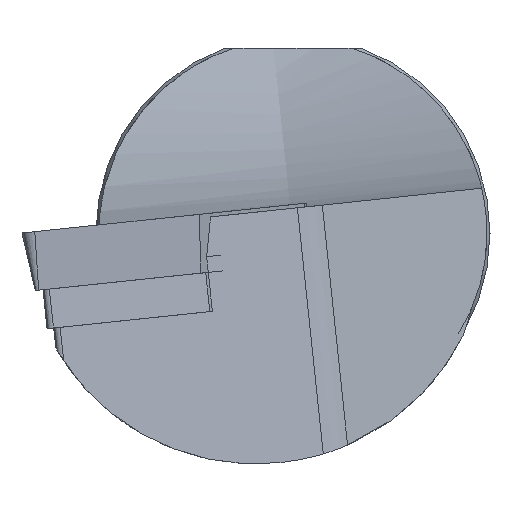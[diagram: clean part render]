
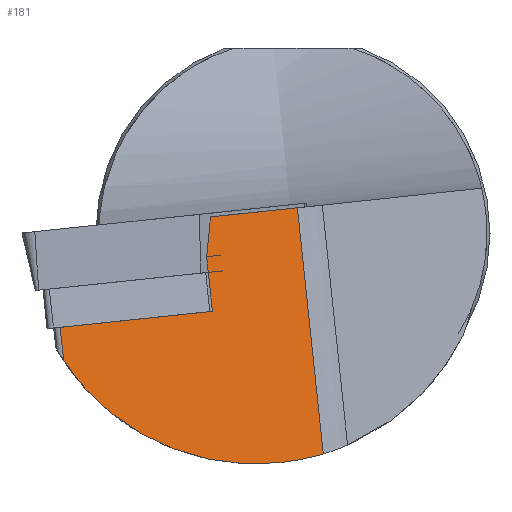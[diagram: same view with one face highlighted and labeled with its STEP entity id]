
A CAD part, left-side view. The second image highlights one B-rep face of the part: STEP entity #181.
In plain terms, the highlighted planar face has unit normal (-0.954, -0.298, 0.031).
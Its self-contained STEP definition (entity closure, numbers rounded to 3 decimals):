
#130=ELLIPSE('',#887,19.65,18.75);
#136=B_SPLINE_CURVE_WITH_KNOTS('',3,(#1139,#1140,#1141,#1142),
 .UNSPECIFIED.,.F.,.F.,(4,4),(0.,1.),.UNSPECIFIED.);
#154=B_SPLINE_CURVE_WITH_KNOTS('',3,(#1562,#1563,#1564,#1565,#1566,#1567,
#1568),.UNSPECIFIED.,.F.,.F.,(4,3,4),(0.,0.945,1.),
 .UNSPECIFIED.);
#181=ADVANCED_FACE('',(#248),#215,.F.);
#215=PLANE('',#888);
#248=FACE_OUTER_BOUND('',#292,.T.);
#292=EDGE_LOOP('',(#419,#420,#421,#422,#423,#424,#425,#426,#427));
#419=ORIENTED_EDGE('',*,*,#690,.T.);
#420=ORIENTED_EDGE('',*,*,#691,.F.);
#421=ORIENTED_EDGE('',*,*,#692,.T.);
#422=ORIENTED_EDGE('',*,*,#693,.T.);
#423=ORIENTED_EDGE('',*,*,#681,.T.);
#424=ORIENTED_EDGE('',*,*,#645,.T.);
#425=ORIENTED_EDGE('',*,*,#694,.T.);
#426=ORIENTED_EDGE('',*,*,#641,.T.);
#427=ORIENTED_EDGE('',*,*,#695,.T.);
#566=VERTEX_POINT('',#1130);
#568=VERTEX_POINT('',#1133);
#570=VERTEX_POINT('',#1143);
#571=VERTEX_POINT('',#1144);
#597=VERTEX_POINT('',#1569);
#604=VERTEX_POINT('',#1889);
#605=VERTEX_POINT('',#1890);
#606=VERTEX_POINT('',#1892);
#607=VERTEX_POINT('',#1894);
#641=EDGE_CURVE('',#568,#566,#752,.T.);
#645=EDGE_CURVE('',#570,#571,#136,.T.);
#681=EDGE_CURVE('',#597,#570,#154,.T.);
#690=EDGE_CURVE('',#604,#605,#763,.T.);
#691=EDGE_CURVE('',#606,#605,#764,.T.);
#692=EDGE_CURVE('',#606,#607,#130,.T.);
#693=EDGE_CURVE('',#607,#597,#765,.T.);
#694=EDGE_CURVE('',#571,#568,#766,.T.);
#695=EDGE_CURVE('',#566,#604,#767,.T.);
#752=LINE('',#1132,#808);
#763=LINE('',#1888,#819);
#764=LINE('',#1891,#820);
#765=LINE('',#1895,#821);
#766=LINE('',#1896,#822);
#767=LINE('',#1897,#823);
#808=VECTOR('',#938,1.);
#819=VECTOR('',#995,1.);
#820=VECTOR('',#996,1.);
#821=VECTOR('',#999,1.);
#822=VECTOR('',#1000,1.);
#823=VECTOR('',#1001,1.);
#887=AXIS2_PLACEMENT_3D('',#1893,#997,#998);
#888=AXIS2_PLACEMENT_3D('',#1898,#1002,#1003);
#938=DIRECTION('',(0.,-0.105,-0.995));
#995=DIRECTION('',(-0.299,0.949,-0.1));
#996=DIRECTION('',(0.,0.105,0.995));
#997=DIRECTION('',(-0.954,-0.298,0.031));
#998=DIRECTION('',(-0.299,0.949,-0.1));
#999=DIRECTION('',(0.,0.105,0.995));
#1000=DIRECTION('',(-0.063,0.096,-0.993));
#1001=DIRECTION('',(0.,-0.105,-0.995));
#1002=DIRECTION('',(0.954,0.298,-0.031));
#1003=DIRECTION('',(0.298,-0.955,0.));
#1130=CARTESIAN_POINT('',(5.266,6.871,-3.192));
#1132=CARTESIAN_POINT('',(5.266,9.712,23.844));
#1133=CARTESIAN_POINT('',(5.266,7.005,-1.918));
#1139=CARTESIAN_POINT('',(5.608,6.252,1.358));
#1140=CARTESIAN_POINT('',(5.562,6.399,1.342));
#1141=CARTESIAN_POINT('',(5.516,6.545,1.327));
#1142=CARTESIAN_POINT('',(5.47,6.691,1.311));
#1143=CARTESIAN_POINT('',(5.608,6.252,1.358));
#1144=CARTESIAN_POINT('',(5.47,6.691,1.311));
#1562=CARTESIAN_POINT('',(7.693,-0.359,2.052));
#1563=CARTESIAN_POINT('',(7.036,1.723,1.834));
#1564=CARTESIAN_POINT('',(6.38,3.806,1.615));
#1565=CARTESIAN_POINT('',(5.723,5.889,1.396));
#1566=CARTESIAN_POINT('',(5.685,6.01,1.383));
#1567=CARTESIAN_POINT('',(5.646,6.131,1.37));
#1568=CARTESIAN_POINT('',(5.608,6.252,1.358));
#1569=CARTESIAN_POINT('',(7.693,-0.359,2.052));
#1888=CARTESIAN_POINT('',(7.693,-1.158,-5.546));
#1889=CARTESIAN_POINT('',(5.266,6.538,-6.355));
#1890=CARTESIAN_POINT('',(1.368,18.901,-7.654));
#1891=CARTESIAN_POINT('',(1.368,62.795,409.968));
#1892=CARTESIAN_POINT('',(1.368,18.615,-10.38));
#1893=CARTESIAN_POINT('',(6.578,3.,0.));
#1894=CARTESIAN_POINT('',(7.693,-2.46,-17.937));
#1895=CARTESIAN_POINT('',(7.693,42.736,412.077));
#1896=CARTESIAN_POINT('',(5.327,6.91,-0.947));
#1897=CARTESIAN_POINT('',(5.266,9.712,23.844));
#1898=CARTESIAN_POINT('',(7.693,42.736,412.077));
